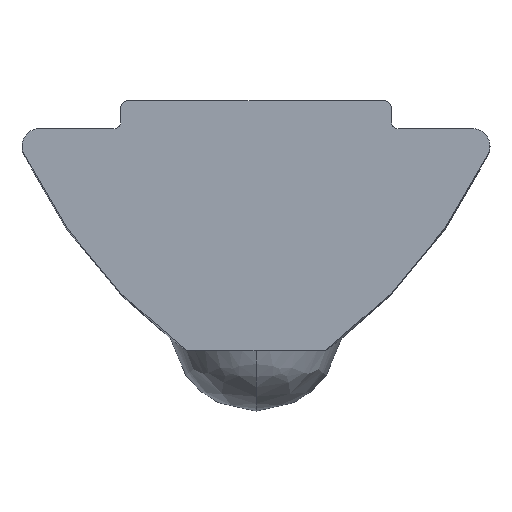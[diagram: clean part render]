
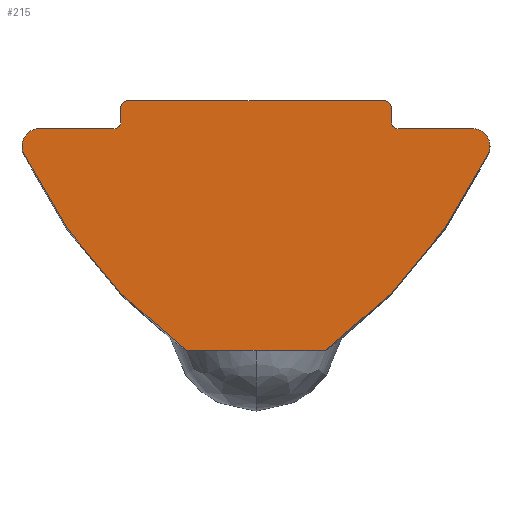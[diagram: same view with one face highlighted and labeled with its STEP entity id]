
A CAD part, top view. The second image highlights one B-rep face of the part: STEP entity #215.
In plain terms, the highlighted planar face has unit normal (0, 0, 1).
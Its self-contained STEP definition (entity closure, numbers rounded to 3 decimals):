
#17 = CARTESIAN_POINT ( 'NONE',  ( 4.1, -0.8, 14.5 ) ) ;
#27 = DIRECTION ( 'NONE',  ( -1., 0., 0. ) ) ;
#28 = AXIS2_PLACEMENT_3D ( 'NONE', #46, #245, #185 ) ;
#34 = DIRECTION ( 'NONE',  ( 0., 0., 1. ) ) ;
#46 = CARTESIAN_POINT ( 'NONE',  ( 6.245, -1.305, 14.5 ) ) ;
#51 = DIRECTION ( 'NONE',  ( 0., 0., -1. ) ) ;
#59 = EDGE_CURVE ( 'NONE', #789, #236, #574, .T. ) ;
#60 = VERTEX_POINT ( 'NONE', #73 ) ;
#73 = CARTESIAN_POINT ( 'NONE',  ( -2.001, -7.2, 14.5 ) ) ;
#74 = VERTEX_POINT ( 'NONE', #512 ) ;
#84 = EDGE_CURVE ( 'NONE', #733, #811, #396, .T. ) ;
#87 = CARTESIAN_POINT ( 'NONE',  ( 3.7, -7.2, 14.5 ) ) ;
#90 = CARTESIAN_POINT ( 'NONE',  ( -6.701, -1.522, 14.5 ) ) ;
#101 = CARTESIAN_POINT ( 'NONE',  ( 3.9, -0.2, 14.5 ) ) ;
#102 = VERTEX_POINT ( 'NONE', #17 ) ;
#104 = CARTESIAN_POINT ( 'NONE',  ( -6.85, 4.91, 14.5 ) ) ;
#105 = EDGE_LOOP ( 'NONE', ( #430, #760, #598, #197, #342, #352, #799, #658, #621, #620, #527, #201, #258, #362, #521 ) ) ;
#106 = EDGE_CURVE ( 'NONE', #789, #811, #465, .T. ) ;
#125 = CARTESIAN_POINT ( 'NONE',  ( 2.001, -7.2, 14.5 ) ) ;
#131 = EDGE_CURVE ( 'NONE', #385, #236, #401, .T. ) ;
#134 = CARTESIAN_POINT ( 'NONE',  ( 3.7, -0.2, 14.5 ) ) ;
#140 = EDGE_CURVE ( 'NONE', #662, #102, #150, .T. ) ;
#146 = EDGE_CURVE ( 'NONE', #60, #578, #591, .T. ) ;
#150 = LINE ( 'NONE', #467, #582 ) ;
#161 = VECTOR ( 'NONE', #645, 1000. ) ;
#163 = CIRCLE ( 'NONE', #821, 15. ) ;
#165 = VECTOR ( 'NONE', #536, 1000. ) ;
#168 = VERTEX_POINT ( 'NONE', #90 ) ;
#170 = CARTESIAN_POINT ( 'NONE',  ( -4.1, -0.8, 14.5 ) ) ;
#180 = AXIS2_PLACEMENT_3D ( 'NONE', #432, #554, #299 ) ;
#185 = DIRECTION ( 'NONE',  ( -1., 0., 0. ) ) ;
#192 = CIRCLE ( 'NONE', #28, 0.505 ) ;
#197 = ORIENTED_EDGE ( 'NONE', *, *, #59, .T. ) ;
#201 = ORIENTED_EDGE ( 'NONE', *, *, #146, .T. ) ;
#202 = VECTOR ( 'NONE', #387, 1000. ) ;
#213 = DIRECTION ( 'NONE',  ( 1., 0., 0. ) ) ;
#215 = ADVANCED_FACE ( 'NONE', ( #470 ), #727, .T. ) ;
#218 = DIRECTION ( 'NONE',  ( 0., 0., 1. ) ) ;
#220 = CARTESIAN_POINT ( 'NONE',  ( -3.9, -0.2, 14.5 ) ) ;
#221 = DIRECTION ( 'NONE',  ( -1., 0., 0. ) ) ;
#222 = CARTESIAN_POINT ( 'NONE',  ( 3.9, -0.6, 14.5 ) ) ;
#231 = EDGE_CURVE ( 'NONE', #807, #336, #784, .T. ) ;
#234 = CARTESIAN_POINT ( 'NONE',  ( 6.85, 4.91, 14.5 ) ) ;
#236 = VERTEX_POINT ( 'NONE', #523 ) ;
#245 = DIRECTION ( 'NONE',  ( 0., 0., 1. ) ) ;
#258 = ORIENTED_EDGE ( 'NONE', *, *, #288, .F. ) ;
#266 = EDGE_CURVE ( 'NONE', #168, #74, #415, .T. ) ;
#271 = DIRECTION ( 'NONE',  ( 0., 0., -1. ) ) ;
#285 = CARTESIAN_POINT ( 'NONE',  ( -4.1, -0.6, 14.5 ) ) ;
#286 = CARTESIAN_POINT ( 'NONE',  ( 3.7, 0., 14.5 ) ) ;
#288 = EDGE_CURVE ( 'NONE', #584, #578, #635, .T. ) ;
#299 = DIRECTION ( 'NONE',  ( -1., 0., 0. ) ) ;
#336 = VERTEX_POINT ( 'NONE', #170 ) ;
#342 = ORIENTED_EDGE ( 'NONE', *, *, #131, .F. ) ;
#345 = CIRCLE ( 'NONE', #755, 0.2 ) ;
#346 = CARTESIAN_POINT ( 'NONE',  ( 3.7, -0.2, 14.5 ) ) ;
#348 = LINE ( 'NONE', #597, #165 ) ;
#352 = ORIENTED_EDGE ( 'NONE', *, *, #738, .T. ) ;
#362 = ORIENTED_EDGE ( 'NONE', *, *, #585, .T. ) ;
#385 = VERTEX_POINT ( 'NONE', #220 ) ;
#387 = DIRECTION ( 'NONE',  ( -1., 0., 0. ) ) ;
#396 = LINE ( 'NONE', #570, #161 ) ;
#401 = CIRCLE ( 'NONE', #608, 0.2 ) ;
#404 = CARTESIAN_POINT ( 'NONE',  ( -3.7, -0.2, 14.5 ) ) ;
#415 = CIRCLE ( 'NONE', #180, 0.505 ) ;
#424 = CARTESIAN_POINT ( 'NONE',  ( -3.9, -0.2, 14.5 ) ) ;
#430 = ORIENTED_EDGE ( 'NONE', *, *, #782, .T. ) ;
#432 = CARTESIAN_POINT ( 'NONE',  ( -6.245, -1.305, 14.5 ) ) ;
#440 = CARTESIAN_POINT ( 'NONE',  ( 6.701, -1.522, 14.5 ) ) ;
#465 = CIRCLE ( 'NONE', #663, 0.2 ) ;
#467 = CARTESIAN_POINT ( 'NONE',  ( 3.7, -0.8, 14.5 ) ) ;
#470 = FACE_OUTER_BOUND ( 'NONE', #105, .T. ) ;
#474 = DIRECTION ( 'NONE',  ( -1., 0., 0. ) ) ;
#492 = CIRCLE ( 'NONE', #571, 0.505 ) ;
#512 = CARTESIAN_POINT ( 'NONE',  ( -6.75, -1.305, 14.5 ) ) ;
#520 = DIRECTION ( 'NONE',  ( -1., 0., 0. ) ) ;
#521 = ORIENTED_EDGE ( 'NONE', *, *, #140, .T. ) ;
#523 = CARTESIAN_POINT ( 'NONE',  ( -3.7, 0., 14.5 ) ) ;
#527 = ORIENTED_EDGE ( 'NONE', *, *, #790, .T. ) ;
#531 = DIRECTION ( 'NONE',  ( 1., 0., 0. ) ) ;
#536 = DIRECTION ( 'NONE',  ( -1., 0., 0. ) ) ;
#554 = DIRECTION ( 'NONE',  ( 0., 0., -1. ) ) ;
#570 = CARTESIAN_POINT ( 'NONE',  ( 3.9, -0.6, 14.5 ) ) ;
#571 = AXIS2_PLACEMENT_3D ( 'NONE', #707, #631, #783 ) ;
#573 = CARTESIAN_POINT ( 'NONE',  ( 6.245, -0.8, 14.5 ) ) ;
#574 = LINE ( 'NONE', #788, #202 ) ;
#578 = VERTEX_POINT ( 'NONE', #125 ) ;
#582 = VECTOR ( 'NONE', #474, 1000. ) ;
#584 = VERTEX_POINT ( 'NONE', #440 ) ;
#585 = EDGE_CURVE ( 'NONE', #584, #662, #192, .T. ) ;
#591 = LINE ( 'NONE', #87, #622 ) ;
#597 = CARTESIAN_POINT ( 'NONE',  ( 3.7, -0.8, 14.5 ) ) ;
#598 = ORIENTED_EDGE ( 'NONE', *, *, #106, .F. ) ;
#600 = DIRECTION ( 'NONE',  ( 0., 0., -1. ) ) ;
#605 = DIRECTION ( 'NONE',  ( 0., 0., -1. ) ) ;
#608 = AXIS2_PLACEMENT_3D ( 'NONE', #404, #657, #27 ) ;
#620 = ORIENTED_EDGE ( 'NONE', *, *, #266, .F. ) ;
#621 = ORIENTED_EDGE ( 'NONE', *, *, #702, .F. ) ;
#622 = VECTOR ( 'NONE', #531, 1000. ) ;
#623 = VECTOR ( 'NONE', #750, 1000. ) ;
#631 = DIRECTION ( 'NONE',  ( 0., 0., -1. ) ) ;
#635 = CIRCLE ( 'NONE', #752, 15. ) ;
#645 = DIRECTION ( 'NONE',  ( 0., 1., 0. ) ) ;
#657 = DIRECTION ( 'NONE',  ( 0., 0., -1. ) ) ;
#658 = ORIENTED_EDGE ( 'NONE', *, *, #831, .T. ) ;
#662 = VERTEX_POINT ( 'NONE', #573 ) ;
#663 = AXIS2_PLACEMENT_3D ( 'NONE', #134, #271, #520 ) ;
#668 = CARTESIAN_POINT ( 'NONE',  ( -3.9, -0.6, 14.5 ) ) ;
#680 = AXIS2_PLACEMENT_3D ( 'NONE', #346, #34, #213 ) ;
#684 = CARTESIAN_POINT ( 'NONE',  ( 4.1, -0.6, 14.5 ) ) ;
#702 = EDGE_CURVE ( 'NONE', #74, #729, #492, .T. ) ;
#707 = CARTESIAN_POINT ( 'NONE',  ( -6.245, -1.305, 14.5 ) ) ;
#727 = PLANE ( 'NONE',  #680 ) ;
#728 = DIRECTION ( 'NONE',  ( -1., 0., 0. ) ) ;
#729 = VERTEX_POINT ( 'NONE', #745 ) ;
#732 = LINE ( 'NONE', #424, #623 ) ;
#733 = VERTEX_POINT ( 'NONE', #222 ) ;
#738 = EDGE_CURVE ( 'NONE', #385, #807, #732, .T. ) ;
#745 = CARTESIAN_POINT ( 'NONE',  ( -6.245, -0.8, 14.5 ) ) ;
#750 = DIRECTION ( 'NONE',  ( 0., -1., 0. ) ) ;
#752 = AXIS2_PLACEMENT_3D ( 'NONE', #104, #51, #810 ) ;
#755 = AXIS2_PLACEMENT_3D ( 'NONE', #684, #605, #798 ) ;
#760 = ORIENTED_EDGE ( 'NONE', *, *, #84, .T. ) ;
#782 = EDGE_CURVE ( 'NONE', #102, #733, #345, .T. ) ;
#783 = DIRECTION ( 'NONE',  ( -1., 0., 0. ) ) ;
#784 = CIRCLE ( 'NONE', #795, 0.2 ) ;
#788 = CARTESIAN_POINT ( 'NONE',  ( 3.7, 0., 14.5 ) ) ;
#789 = VERTEX_POINT ( 'NONE', #286 ) ;
#790 = EDGE_CURVE ( 'NONE', #168, #60, #163, .T. ) ;
#795 = AXIS2_PLACEMENT_3D ( 'NONE', #285, #600, #221 ) ;
#798 = DIRECTION ( 'NONE',  ( -1., 0., 0. ) ) ;
#799 = ORIENTED_EDGE ( 'NONE', *, *, #231, .T. ) ;
#807 = VERTEX_POINT ( 'NONE', #668 ) ;
#810 = DIRECTION ( 'NONE',  ( -1., 0., 0. ) ) ;
#811 = VERTEX_POINT ( 'NONE', #101 ) ;
#821 = AXIS2_PLACEMENT_3D ( 'NONE', #234, #218, #728 ) ;
#831 = EDGE_CURVE ( 'NONE', #336, #729, #348, .T. ) ;
